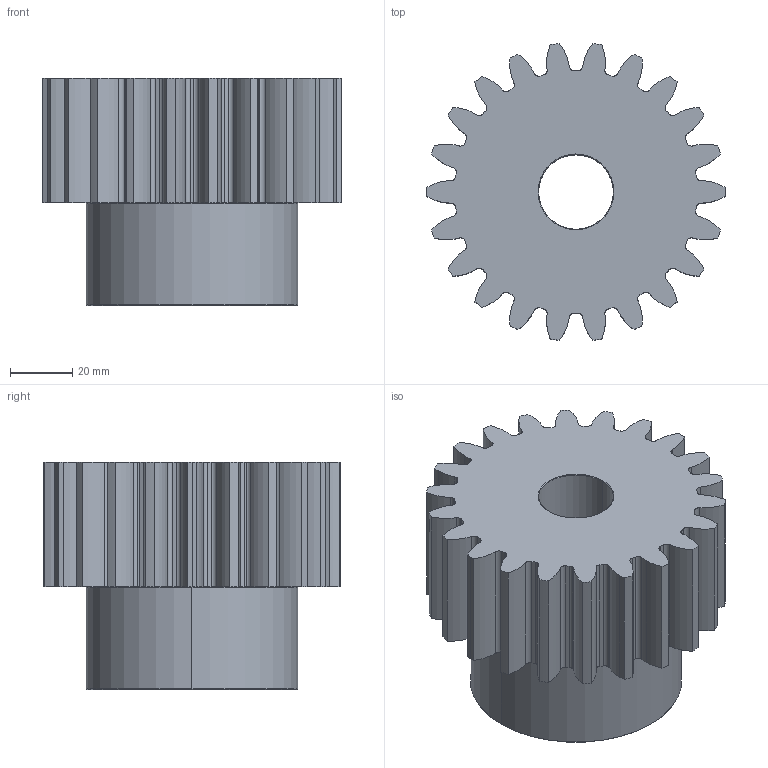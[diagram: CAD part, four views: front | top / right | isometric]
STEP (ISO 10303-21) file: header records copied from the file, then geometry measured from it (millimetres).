
FILE_DESCRIPTION(('STEP AP214'),'1');
FILE_NAME('117-040-022.stp','2017-04-30T10:25:47',('TraceParts'),('TraceParts S.A.'),'Spatial InterOp 3D',' ',' ');
FILE_SCHEMA(('automotive_design'));
Length unit declared in the file: millimetre
Products named in the file (1): 117-040-022
Bounding box: 96 x 95.38 x 73 mm (x, y, z)
Volume: 326284.9 mm3; surface area: 45410.8 mm2
Topology: 1 solids, 1 shells, 177 faces, 514 edges, 340 vertices
Faces by surface type: cylinder 166, cone 6, plane 3, torus 2
Entity records: 7491 total; most frequent: DIRECTION 1212, CARTESIAN_POINT 1032, ORIENTED_EDGE 1028, AXIS2_PLACEMENT_3D 520, EDGE_CURVE 514, CIRCLE 342, VERTEX_POINT 340, EDGE_LOOP 180
